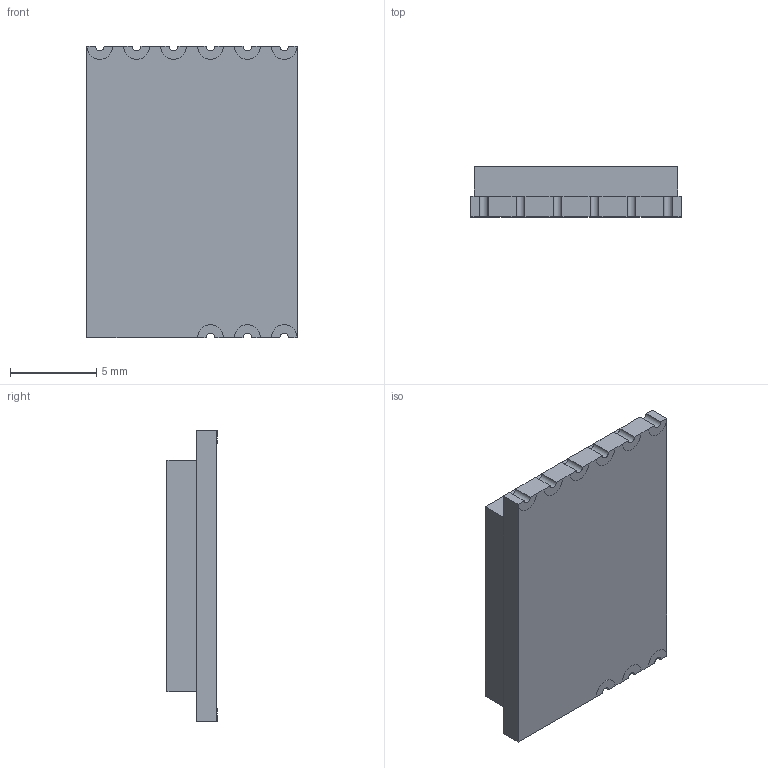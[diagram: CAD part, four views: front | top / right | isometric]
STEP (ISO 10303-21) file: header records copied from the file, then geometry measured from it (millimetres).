
FILE_DESCRIPTION(/* description */ (''),/* implementation_level */ '2;1');
FILE_NAME(/* name */ 'Rush Tank Tiny 5.8GHz VTX w Smart Audio.step',/* time_stamp */ '2025-08-08T09:18:06+10:00',/* author */ (''),/* organization */ (''),/* preprocessor_version */ 'ST-DEVELOPER v20.1',/* originating_system */ 'Autodesk Translation Framework v14.10.0.0',/* authorisation */ '');
FILE_SCHEMA (('AUTOMOTIVE_DESIGN { 1 0 10303 214 3 1 1 }'));
Length unit declared in the file: millimetre
Products named in the file (1): Rush Tank Tiny 5.8GHz VTX w/ Smart Audio
Bounding box: 12.2 x 2.9 x 16.88 mm (x, y, z)
Volume: 515.9 mm3; surface area: 568.9 mm2
Topology: 1 solids, 1 shells, 65 faces, 180 edges, 118 vertices
Faces by surface type: plane 38, cylinder 27
Entity records: 2180 total; most frequent: DIRECTION 366, CARTESIAN_POINT 364, ORIENTED_EDGE 360, EDGE_CURVE 180, LINE 126, VECTOR 126, AXIS2_PLACEMENT_3D 120, VERTEX_POINT 118
